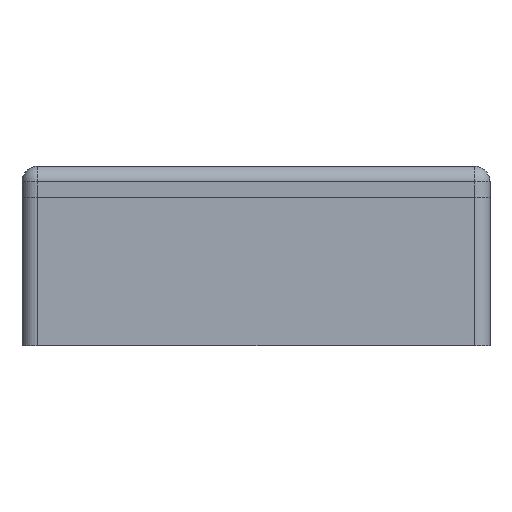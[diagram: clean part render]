
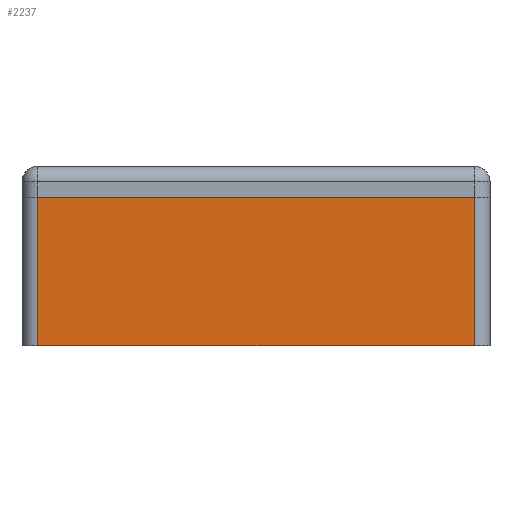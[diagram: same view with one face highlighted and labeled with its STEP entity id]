
A CAD part, front view. The second image highlights one B-rep face of the part: STEP entity #2237.
In plain terms, the highlighted planar face has unit normal (0, -1, 0).
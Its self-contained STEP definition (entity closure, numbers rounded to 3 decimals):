
#307=FACE_OUTER_BOUND('',#447,.T.);
#447=EDGE_LOOP('',(#1915,#1916,#1917,#1918));
#650=LINE('',#3829,#862);
#651=LINE('',#3834,#863);
#652=LINE('',#3837,#864);
#656=LINE('',#3845,#868);
#862=VECTOR('',#2865,10.);
#863=VECTOR('',#2872,10.);
#864=VECTOR('',#2875,10.);
#868=VECTOR('',#2883,10.);
#1084=VERTEX_POINT('',#3826);
#1085=VERTEX_POINT('',#3828);
#1086=VERTEX_POINT('',#3832);
#1087=VERTEX_POINT('',#3836);
#1374=EDGE_CURVE('',#1084,#1085,#650,.T.);
#1377=EDGE_CURVE('',#1085,#1086,#651,.T.);
#1378=EDGE_CURVE('',#1087,#1086,#652,.T.);
#1383=EDGE_CURVE('',#1087,#1084,#656,.T.);
#1915=ORIENTED_EDGE('',*,*,#1377,.F.);
#1916=ORIENTED_EDGE('',*,*,#1374,.F.);
#1917=ORIENTED_EDGE('',*,*,#1383,.F.);
#1918=ORIENTED_EDGE('',*,*,#1378,.T.);
#2121=PLANE('',#2419);
#2237=ADVANCED_FACE('',(#307),#2121,.T.);
#2419=AXIS2_PLACEMENT_3D('',#3844,#2881,#2882);
#2865=DIRECTION('',(-1.,0.,0.));
#2872=DIRECTION('',(0.,0.,1.));
#2875=DIRECTION('',(-1.,0.,0.));
#2881=DIRECTION('center_axis',(0.,-1.,0.));
#2882=DIRECTION('ref_axis',(1.,0.,0.));
#2883=DIRECTION('',(0.,0.,-1.));
#3826=CARTESIAN_POINT('',(29.,-45.,0.));
#3828=CARTESIAN_POINT('',(1.,-45.,0.));
#3829=CARTESIAN_POINT('',(30.,-45.,0.));
#3832=CARTESIAN_POINT('',(1.,-45.,9.5));
#3834=CARTESIAN_POINT('',(1.,-45.,0.));
#3836=CARTESIAN_POINT('',(29.,-45.,9.5));
#3837=CARTESIAN_POINT('',(30.,-45.,9.5));
#3844=CARTESIAN_POINT('Origin',(0.,-45.,0.));
#3845=CARTESIAN_POINT('',(29.,-45.,0.));
